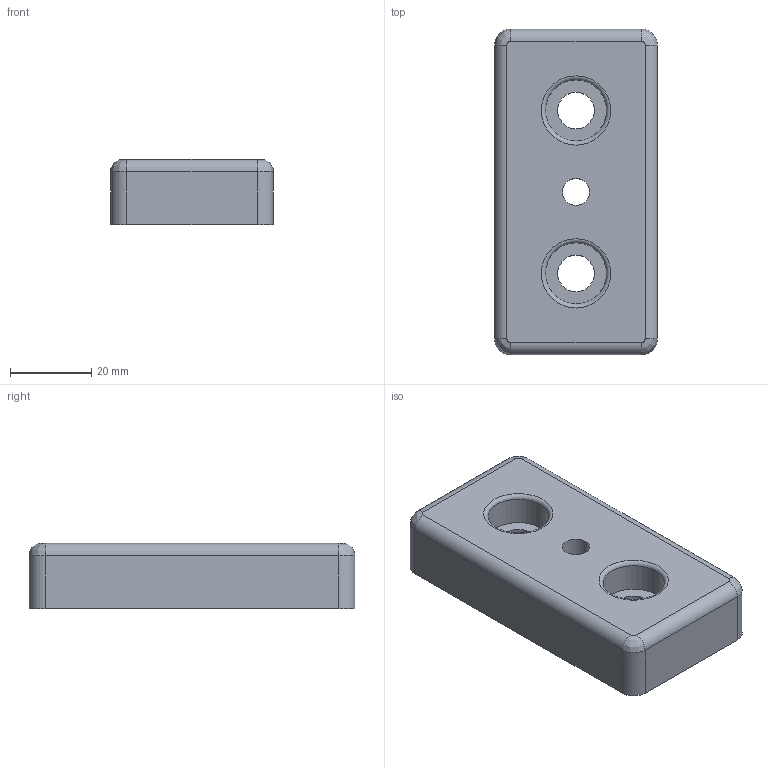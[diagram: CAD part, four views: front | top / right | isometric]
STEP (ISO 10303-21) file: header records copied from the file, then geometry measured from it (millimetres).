
FILE_DESCRIPTION(('FreeCAD Model'),'2;1');
FILE_NAME('Open CASCADE Shape Model','2024-04-03T10:22:25',(''),(''), 'Open CASCADE STEP processor 7.6','FreeCAD','Unknown');
FILE_SCHEMA(('AUTOMOTIVE_DESIGN { 1 0 10303 214 1 1 1 1 }'));
Length unit declared in the file: millimetre
Products named in the file (1): STI8-PB4080M8
Bounding box: 40 x 80 x 16 mm (x, y, z)
Volume: 32504.7 mm3; surface area: 16061 mm2
Topology: 1 solids, 1 shells, 113 faces, 294 edges, 193 vertices
Faces by surface type: cylinder 63, plane 44, bspline 4, torus 2
Full cylindrical faces by diameter (mm): 6.647 x1, 9 x2, 15 x2
Entity records: 7771 total; most frequent: CARTESIAN_POINT 1668, DIRECTION 1209, LINE 608, VECTOR 608, ORIENTED_EDGE 588, PCURVE 588, DEFINITIONAL_REPRESENTATION 588, EDGE_CURVE 294
